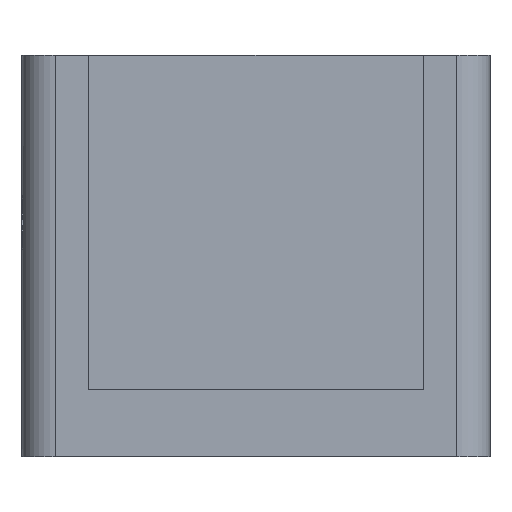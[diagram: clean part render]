
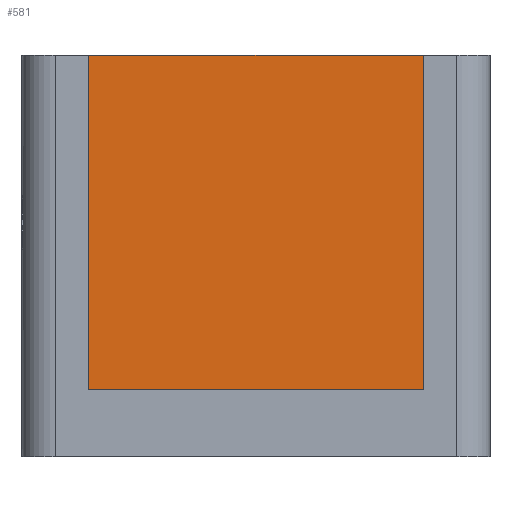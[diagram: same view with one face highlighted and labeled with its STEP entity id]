
A CAD part, left-side view. The second image highlights one B-rep face of the part: STEP entity #581.
In plain terms, the highlighted planar face has unit normal (-1, 0, 0).
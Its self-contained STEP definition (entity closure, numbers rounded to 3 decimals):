
#90=FACE_OUTER_BOUND('',#129,.T.);
#129=EDGE_LOOP('',(#493,#494,#495,#496));
#179=LINE('',#982,#233);
#180=LINE('',#984,#234);
#181=LINE('',#986,#235);
#182=LINE('',#987,#236);
#233=VECTOR('',#806,10.);
#234=VECTOR('',#807,10.);
#235=VECTOR('',#808,10.);
#236=VECTOR('',#809,10.);
#290=VERTEX_POINT('',#980);
#291=VERTEX_POINT('',#981);
#292=VERTEX_POINT('',#983);
#293=VERTEX_POINT('',#985);
#363=EDGE_CURVE('',#290,#291,#179,.T.);
#364=EDGE_CURVE('',#290,#292,#180,.T.);
#365=EDGE_CURVE('',#292,#293,#181,.T.);
#366=EDGE_CURVE('',#291,#293,#182,.T.);
#493=ORIENTED_EDGE('',*,*,#363,.F.);
#494=ORIENTED_EDGE('',*,*,#364,.T.);
#495=ORIENTED_EDGE('',*,*,#365,.T.);
#496=ORIENTED_EDGE('',*,*,#366,.F.);
#548=PLANE('',#652);
#581=ADVANCED_FACE('',(#90),#548,.F.);
#652=AXIS2_PLACEMENT_3D('',#979,#804,#805);
#804=DIRECTION('center_axis',(1.,0.,0.));
#805=DIRECTION('ref_axis',(0.,-1.,0.));
#806=DIRECTION('',(0.,-1.,0.));
#807=DIRECTION('',(0.,0.,-1.));
#808=DIRECTION('',(0.,-1.,0.));
#809=DIRECTION('',(0.,0.,-1.));
#979=CARTESIAN_POINT('Origin',(0.,10.,24.));
#980=CARTESIAN_POINT('',(0.,10.,24.));
#981=CARTESIAN_POINT('',(0.,-10.,24.));
#982=CARTESIAN_POINT('',(0.,5.,24.));
#983=CARTESIAN_POINT('',(0.,10.,4.));
#984=CARTESIAN_POINT('',(0.,10.,24.));
#985=CARTESIAN_POINT('',(0.,-10.,4.));
#986=CARTESIAN_POINT('',(0.,10.,4.));
#987=CARTESIAN_POINT('',(0.,-10.,24.));
